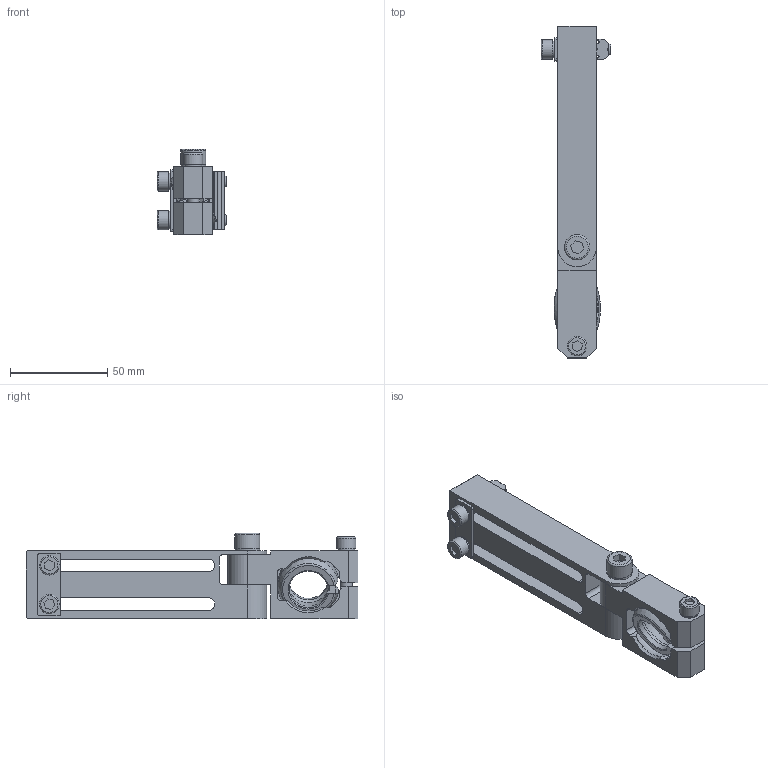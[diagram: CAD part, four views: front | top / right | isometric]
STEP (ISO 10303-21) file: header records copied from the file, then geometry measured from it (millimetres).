
FILE_DESCRIPTION(('STEP AP214'),'1');
FILE_NAME('CA.WSL.KG.JU.20.stp','2017-03-16T10:02:42',(' '),(' '),'Spatial InterOp 3D',' ',' ');
FILE_SCHEMA(('automotive_design'));
Length unit declared in the file: millimetre
Products named in the file (11): WSL.KG.JU.20.1; WSL.KG.JU.20.2; V-tcei M  8 x 35; WSL.KG.JU.20.3; R.8.SCH; R.6.SCH; CA.GWP.6.20; V-tcei M  6 x 30; R.06.20; V-tcei M  6 x 35
Assembly tree (13 placements, depth 2):
  (unnamed)
    WSL.KG.JU.20.1
    WSL.KG.JU.20.2
    V-tcei M  8 x 35
    WSL.KG.JU.20.3
    R.8.SCH
    R.6.SCH  x3
    CA.GWP.6.20
    V-tcei M  6 x 30  x2
    R.06.20
    V-tcei M  6 x 35
Bounding box: 36 x 171 x 44 mm (x, y, z)
Volume: 89074.5 mm3; surface area: 39420.2 mm2
Topology: 13 solids, 13 shells, 774 faces, 2234 edges, 1482 vertices
Faces by surface type: plane 685, cylinder 65, cone 11, torus 10, sphere 3
Full cylindrical faces by diameter (mm): 4.917 x2, 5 x1, 6 x3, 6.2 x4, 6.3 x2, 6.8 x1, 8 x1, 8.1 x1, 8.2 x1, 8.3 x1, 9 x3, 10 x3, 13 x2
Entity records: 15261 total; most frequent: CARTESIAN_POINT 2286, DIRECTION 2079, ORIENTED_EDGE 2024, EDGE_CURVE 1012, AXIS2_PLACEMENT_3D 718, VERTEX_POINT 687, LINE 643, VECTOR 643
